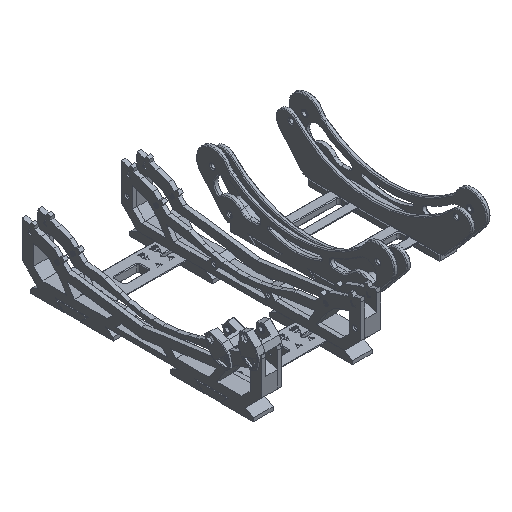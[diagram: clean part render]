
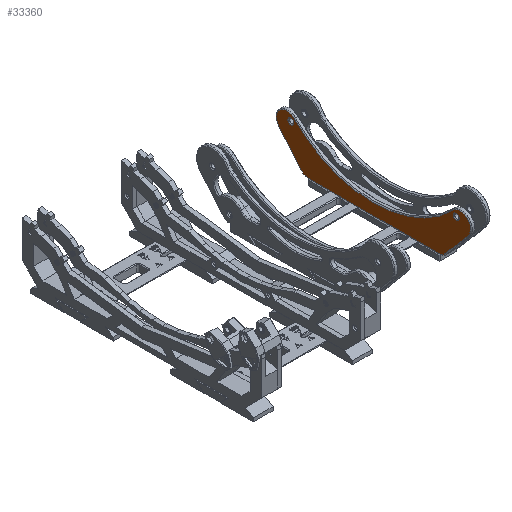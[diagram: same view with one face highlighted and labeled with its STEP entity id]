
A CAD part, isometric view. The second image highlights one B-rep face of the part: STEP entity #33360.
In plain terms, the highlighted planar face has unit normal (-1, 0, 0).
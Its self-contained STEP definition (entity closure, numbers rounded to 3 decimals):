
#1783=FACE_BOUND('',#6468,.T.);
#1784=FACE_BOUND('',#6469,.T.);
#2694=PLANE('',#35130);
#4401=FACE_OUTER_BOUND('',#6467,.T.);
#6467=EDGE_LOOP('',(#29971,#29972,#29973,#29974,#29975,#29976,#29977,#29978));
#6468=EDGE_LOOP('',(#29979));
#6469=EDGE_LOOP('',(#29980));
#9670=LINE('',#59413,#13026);
#9676=LINE('',#59437,#13032);
#9679=LINE('',#59446,#13035);
#13026=VECTOR('',#41181,10.);
#13032=VECTOR('',#41207,10.);
#13035=VECTOR('',#41218,10.);
#13905=CIRCLE('',#35106,9.);
#13907=CIRCLE('',#35110,12.538);
#13909=CIRCLE('',#35113,135.4);
#13911=CIRCLE('',#35116,12.538);
#13913=CIRCLE('',#35120,9.);
#13918=CIRCLE('',#35131,3.6);
#13919=CIRCLE('',#35132,3.6);
#16714=VERTEX_POINT('',#59402);
#16715=VERTEX_POINT('',#59404);
#16718=VERTEX_POINT('',#59411);
#16720=VERTEX_POINT('',#59417);
#16722=VERTEX_POINT('',#59423);
#16724=VERTEX_POINT('',#59429);
#16726=VERTEX_POINT('',#59435);
#16728=VERTEX_POINT('',#59441);
#16734=VERTEX_POINT('',#59467);
#16735=VERTEX_POINT('',#59469);
#21163=EDGE_CURVE('',#16714,#16715,#13905,.T.);
#21167=EDGE_CURVE('',#16718,#16714,#9670,.T.);
#21170=EDGE_CURVE('',#16720,#16718,#13907,.T.);
#21173=EDGE_CURVE('',#16722,#16720,#13909,.T.);
#21176=EDGE_CURVE('',#16724,#16722,#13911,.T.);
#21179=EDGE_CURVE('',#16726,#16724,#9676,.T.);
#21182=EDGE_CURVE('',#16728,#16726,#13913,.T.);
#21184=EDGE_CURVE('',#16715,#16728,#9679,.T.);
#21195=EDGE_CURVE('',#16734,#16734,#13918,.T.);
#21196=EDGE_CURVE('',#16735,#16735,#13919,.T.);
#29971=ORIENTED_EDGE('',*,*,#21163,.F.);
#29972=ORIENTED_EDGE('',*,*,#21167,.F.);
#29973=ORIENTED_EDGE('',*,*,#21170,.F.);
#29974=ORIENTED_EDGE('',*,*,#21173,.F.);
#29975=ORIENTED_EDGE('',*,*,#21176,.F.);
#29976=ORIENTED_EDGE('',*,*,#21179,.F.);
#29977=ORIENTED_EDGE('',*,*,#21182,.F.);
#29978=ORIENTED_EDGE('',*,*,#21184,.F.);
#29979=ORIENTED_EDGE('',*,*,#21195,.F.);
#29980=ORIENTED_EDGE('',*,*,#21196,.F.);
#33360=ADVANCED_FACE('',(#4401,#1783,#1784),#2694,.T.);
#35106=AXIS2_PLACEMENT_3D('',#59405,#41173,#41174);
#35110=AXIS2_PLACEMENT_3D('',#59419,#41186,#41187);
#35113=AXIS2_PLACEMENT_3D('',#59425,#41193,#41194);
#35116=AXIS2_PLACEMENT_3D('',#59431,#41200,#41201);
#35120=AXIS2_PLACEMENT_3D('',#59443,#41212,#41213);
#35130=AXIS2_PLACEMENT_3D('',#59466,#41240,#41241);
#35131=AXIS2_PLACEMENT_3D('',#59468,#41242,#41243);
#35132=AXIS2_PLACEMENT_3D('',#59470,#41244,#41245);
#41173=DIRECTION('center_axis',(1.,0.,0.));
#41174=DIRECTION('ref_axis',(0.,0.,-1.));
#41181=DIRECTION('',(0.,0.643,-0.766));
#41186=DIRECTION('center_axis',(1.,0.,0.));
#41187=DIRECTION('ref_axis',(0.,-0.766,-0.643));
#41193=DIRECTION('center_axis',(-1.,0.,0.));
#41194=DIRECTION('ref_axis',(0.,-1.,0.));
#41200=DIRECTION('center_axis',(1.,0.,0.));
#41201=DIRECTION('ref_axis',(0.,-0.71,0.704));
#41207=DIRECTION('',(0.,0.643,0.766));
#41212=DIRECTION('center_axis',(1.,0.,0.));
#41213=DIRECTION('ref_axis',(0.,0.766,-0.643));
#41218=DIRECTION('',(0.,1.,0.));
#41240=DIRECTION('center_axis',(-1.,0.,0.));
#41241=DIRECTION('ref_axis',(0.,1.,0.));
#41242=DIRECTION('center_axis',(-1.,0.,0.));
#41243=DIRECTION('ref_axis',(0.,1.,0.));
#41244=DIRECTION('center_axis',(-1.,0.,0.));
#41245=DIRECTION('ref_axis',(0.,1.,0.));
#59402=CARTESIAN_POINT('',(274.808,112.898,-93.766));
#59404=CARTESIAN_POINT('',(274.808,119.792,-96.98));
#59405=CARTESIAN_POINT('Origin',(274.808,119.792,-87.98));
#59411=CARTESIAN_POINT('',(274.808,84.774,-60.249));
#59413=CARTESIAN_POINT('',(274.808,124.499,-107.591));
#59417=CARTESIAN_POINT('',(274.808,103.278,-43.358));
#59419=CARTESIAN_POINT('Origin',(274.808,94.379,-52.19));
#59423=CARTESIAN_POINT('',(274.808,295.49,-43.358));
#59425=CARTESIAN_POINT('Origin',(274.808,199.384,52.02));
#59429=CARTESIAN_POINT('',(274.808,313.995,-60.249));
#59431=CARTESIAN_POINT('Origin',(274.808,304.39,-52.19));
#59435=CARTESIAN_POINT('',(274.808,285.871,-93.766));
#59437=CARTESIAN_POINT('',(274.808,288.332,-90.833));
#59441=CARTESIAN_POINT('',(274.808,278.977,-96.98));
#59443=CARTESIAN_POINT('Origin',(274.808,278.977,-87.98));
#59446=CARTESIAN_POINT('',(274.808,239.18,-96.98));
#59466=CARTESIAN_POINT('Origin',(274.808,199.384,-68.316));
#59467=CARTESIAN_POINT('',(274.808,95.729,-48.036));
#59468=CARTESIAN_POINT('Origin',(274.808,99.329,-48.036));
#59469=CARTESIAN_POINT('',(274.808,295.84,-48.036));
#59470=CARTESIAN_POINT('Origin',(274.808,299.44,-48.036));
